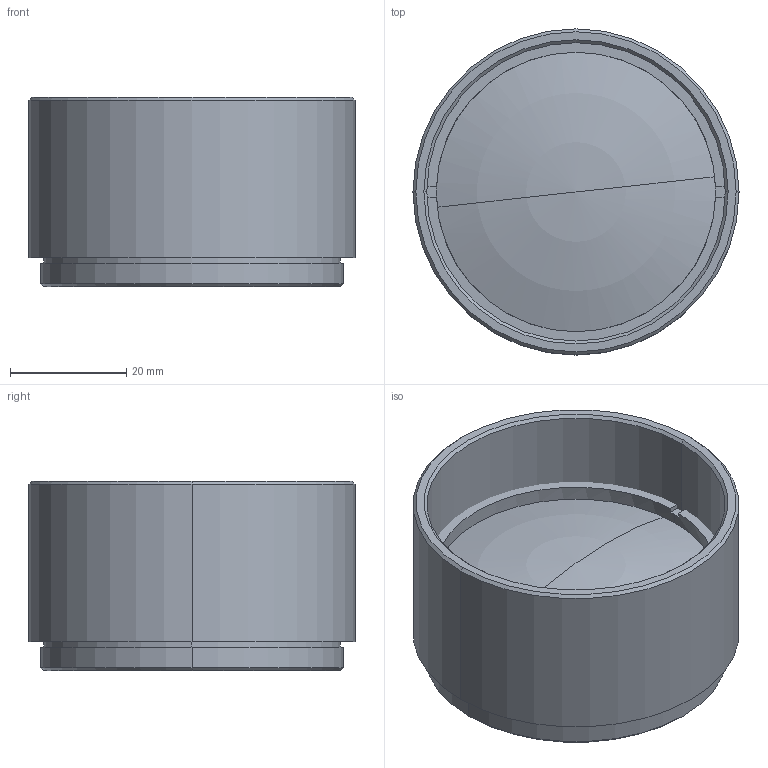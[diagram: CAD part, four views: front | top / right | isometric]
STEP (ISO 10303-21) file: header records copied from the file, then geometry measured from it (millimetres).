
FILE_DESCRIPTION (( 'STEP AP214' ), '1' );
FILE_NAME ('APD-ML50-150-VIS.STEP', '2024-09-14T01:33:06', ( 'Windows User' ), ( 'P R C' ), 'SwSTEP 2.0', 'SolidWorks 2022', '' );
FILE_SCHEMA (( 'AUTOMOTIVE_DESIGN' ));
Length unit declared in the file: millimetre
Products named in the file (4): GL31-050B-150-VIS_Solidworks; M52x0.75假蚾遠-PN35003-LM508-D2; M52x0.75ѹȦ; APD-ML50-150-VIS
Assembly tree (3 placements, depth 2):
  APD-ML50-150-VIS
    M52x0.75假蚾遠-PN35003-LM508-D2
    GL31-050B-150-VIS_Solidworks
    M52x0.75ѹȦ
Bounding box: 56 x 56 x 32.5 mm (x, y, z)
Volume: 38590.1 mm3; surface area: 23495.2 mm2
Topology: 4 solids, 4 shells, 58 faces, 130 edges, 76 vertices
Faces by surface type: cylinder 22, plane 16, cone 12, sphere 6, torus 2
Entity records: 1711 total; most frequent: DIRECTION 316, CARTESIAN_POINT 256, ORIENTED_EDGE 238, AXIS2_PLACEMENT_3D 133, EDGE_CURVE 119, VERTEX_POINT 73, CIRCLE 69, EDGE_LOOP 66
